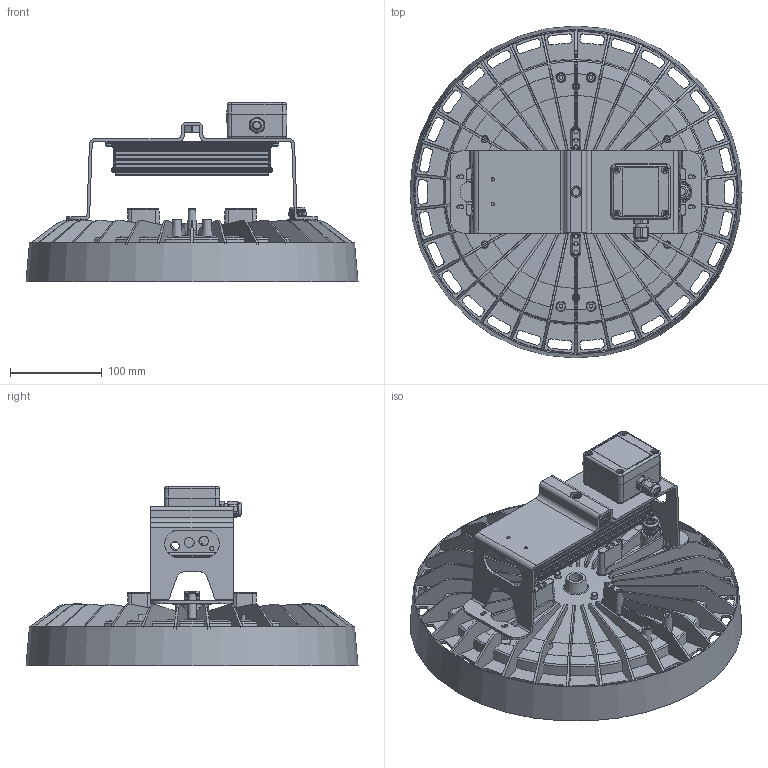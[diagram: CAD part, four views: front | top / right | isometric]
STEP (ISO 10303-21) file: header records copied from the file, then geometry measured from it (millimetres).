
FILE_DESCRIPTION(/* description */ ('This is a sample STEP configuration'),/* implementation_level */ '2;1');
FILE_NAME(/* name */ '157-0216xxxxxxxxx SIMPLE.ipt_Rev_00.stp',/* time_stamp */ '2023-05-02T16:01:13+02:00',/* author */ ('powerJobs'),/* organization */ ('coolOrange'),/* preprocessor_version */ 'ST-DEVELOPER v19.2',/* originating_system */ 'Autodesk Inventor 2023',/* authorisation */ '');
FILE_SCHEMA (('AUTOMOTIVE_DESIGN { 1 0 10303 214 3 1 1 }'));
Length unit declared in the file: millimetre
Products named in the file (1): ENG000029002
Bounding box: 362.1 x 362.1 x 195.8 mm (x, y, z)
Volume: 1465346.6 mm3; surface area: 988633.7 mm2
Topology: 11 solids, 31 shells, 2760 faces, 7278 edges, 4676 vertices
Faces by surface type: plane 1171, cylinder 985, cone 344, bspline 166, torus 84, sphere 10
Full cylindrical faces by diameter (mm): 2 x2, 2.7 x10, 2.85 x4, 2.9 x8, 3 x2, 3.2 x8, 3.571 x3, 3.6 x4, 4 x3, 4.2 x6, 4.5 x23, 4.6 x2, 5 x2, 5.4 x8, 5.5 x18, 8 x5, 8.5 x4, 9 x14, 10 x2, 11 x2, 11.463 x1, 12 x3, 12.3 x1, 12.5 x1, 15 x10, 16.5 x2, 250 x1, 254 x2, 256 x1, 258.738 x1
Entity records: 117145 total; most frequent: CARTESIAN_POINT 46033, ORIENTED_EDGE 14504, DIRECTION 14309, EDGE_CURVE 7252, AXIS2_PLACEMENT_3D 5464, VERTEX_POINT 4677, LINE 3381, VECTOR 3381
